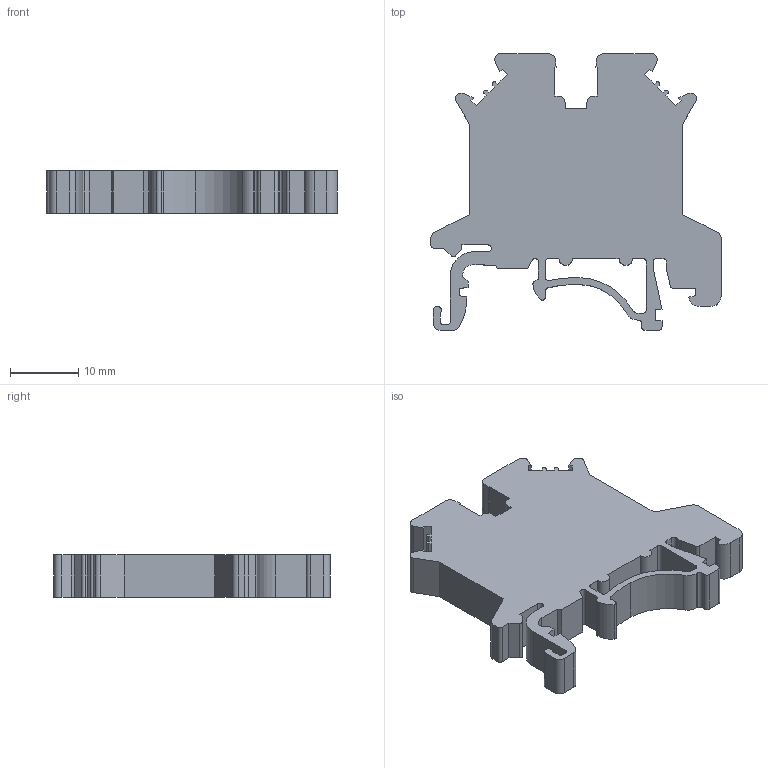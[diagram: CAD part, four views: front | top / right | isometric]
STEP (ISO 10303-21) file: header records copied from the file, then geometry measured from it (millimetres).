
FILE_DESCRIPTION((''),'2;1');
FILE_NAME('8YB754073','2020-03-25T',('Administrator'),(''),'PRO/ENGINEER BY PARAMETRIC TECHNOLOGY CORPORATION, 2013230','PRO/ENGINEER BY PARAMETRIC TECHNOLOGY CORPORATION, 2013230','');
FILE_SCHEMA(('CONFIG_CONTROL_DESIGN'));
Length unit declared in the file: millimetre
Products named in the file (1): 8YB754073
Bounding box: 42.5 x 40.5 x 6.2 mm (x, y, z)
Volume: 6342.4 mm3; surface area: 3883.8 mm2
Topology: 1 solids, 1 shells, 150 faces, 444 edges, 296 vertices
Faces by surface type: plane 98, cylinder 52
Entity records: 5054 total; most frequent: CARTESIAN_POINT 890, ORIENTED_EDGE 888, DIRECTION 848, EDGE_CURVE 444, VECTOR 340, LINE 340, VERTEX_POINT 296, AXIS2_PLACEMENT_3D 254
